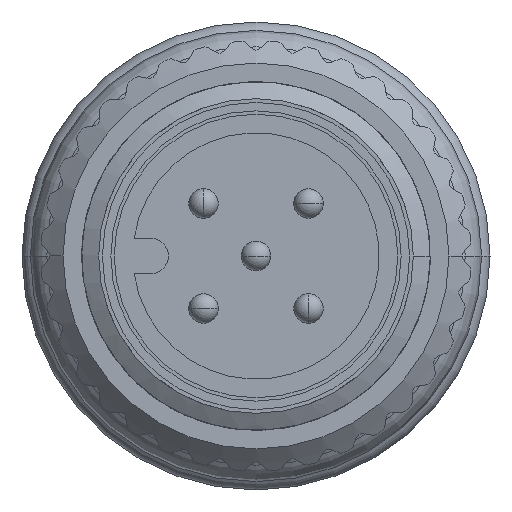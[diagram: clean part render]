
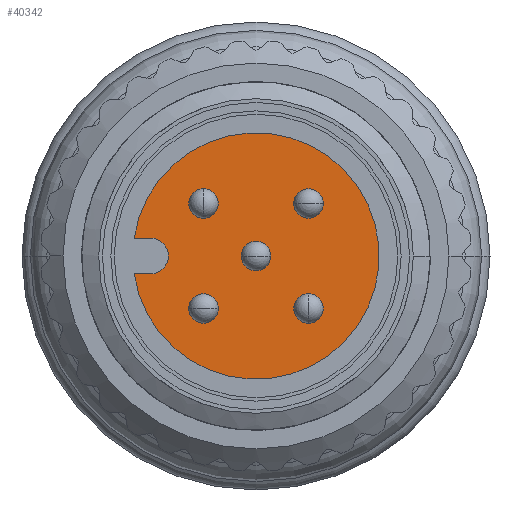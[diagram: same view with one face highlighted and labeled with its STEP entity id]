
A CAD part, left-side view. The second image highlights one B-rep face of the part: STEP entity #40342.
In plain terms, the highlighted planar face has unit normal (-1, 0, 0).
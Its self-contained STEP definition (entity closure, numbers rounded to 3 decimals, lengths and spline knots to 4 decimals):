
#19304=CARTESIAN_POINT('',(-144.65,0.,0.));
#19305=DIRECTION('',(-1.,0.,0.));
#19306=DIRECTION('',(0.,0.989,-0.145));
#19307=AXIS2_PLACEMENT_3D('',#19304,#19305,#19306);
#19322=DIRECTION('',(0.,-1.,0.));
#19323=VECTOR('',#19322,0.5564);
#19324=CARTESIAN_POINT('',(-144.65,4.1064,-0.6));
#19325=LINE('',#19324,#19323);
#19326=CARTESIAN_POINT('',(-144.65,3.55,0.));
#19327=DIRECTION('',(-1.,0.,0.));
#19328=DIRECTION('',(0.,0.,-1.));
#19329=AXIS2_PLACEMENT_3D('',#19326,#19327,#19328);
#19331=DIRECTION('',(0.,1.,0.));
#19332=VECTOR('',#19331,0.5564);
#19333=CARTESIAN_POINT('',(-144.65,3.55,0.6));
#19334=LINE('',#19333,#19332);
#19335=CARTESIAN_POINT('',(-144.65,1.7678,-1.7678));
#19336=DIRECTION('',(1.,0.,0.));
#19337=DIRECTION('',(0.,1.,0.));
#19338=AXIS2_PLACEMENT_3D('',#19335,#19336,#19337);
#19340=CARTESIAN_POINT('',(-144.65,1.7678,-1.7678));
#19341=DIRECTION('',(1.,0.,0.));
#19342=DIRECTION('',(0.,-1.,0.));
#19343=AXIS2_PLACEMENT_3D('',#19340,#19341,#19342);
#19345=CARTESIAN_POINT('',(-144.65,1.7678,1.7678));
#19346=DIRECTION('',(1.,0.,0.));
#19347=DIRECTION('',(0.,0.,1.));
#19348=AXIS2_PLACEMENT_3D('',#19345,#19346,#19347);
#19350=CARTESIAN_POINT('',(-144.65,1.7678,1.7678));
#19351=DIRECTION('',(1.,0.,0.));
#19352=DIRECTION('',(0.,0.,-1.));
#19353=AXIS2_PLACEMENT_3D('',#19350,#19351,#19352);
#19355=CARTESIAN_POINT('',(-144.65,-1.7678,1.7678));
#19356=DIRECTION('',(1.,0.,0.));
#19357=DIRECTION('',(0.,-1.,0.));
#19358=AXIS2_PLACEMENT_3D('',#19355,#19356,#19357);
#19360=CARTESIAN_POINT('',(-144.65,-1.7678,1.7678));
#19361=DIRECTION('',(1.,0.,0.));
#19362=DIRECTION('',(0.,1.,0.));
#19363=AXIS2_PLACEMENT_3D('',#19360,#19361,#19362);
#19365=CARTESIAN_POINT('',(-144.65,-1.7678,-1.7678));
#19366=DIRECTION('',(1.,0.,0.));
#19367=DIRECTION('',(0.,0.,-1.));
#19368=AXIS2_PLACEMENT_3D('',#19365,#19366,#19367);
#19370=CARTESIAN_POINT('',(-144.65,-1.7678,-1.7678));
#19371=DIRECTION('',(1.,0.,0.));
#19372=DIRECTION('',(0.,0.,1.));
#19373=AXIS2_PLACEMENT_3D('',#19370,#19371,#19372);
#19375=CARTESIAN_POINT('',(-144.65,0.,0.));
#19376=DIRECTION('',(1.,0.,0.));
#19377=DIRECTION('',(0.,1.,0.));
#19378=AXIS2_PLACEMENT_3D('',#19375,#19376,#19377);
#19380=CARTESIAN_POINT('',(-144.65,0.,0.));
#19381=DIRECTION('',(1.,0.,0.));
#19382=DIRECTION('',(0.,-1.,0.));
#19383=AXIS2_PLACEMENT_3D('',#19380,#19381,#19382);
#21306=CARTESIAN_POINT('',(-144.65,4.1064,-0.6));
#21307=CARTESIAN_POINT('',(-144.65,4.1064,0.6));
#21308=VERTEX_POINT('',#21306);
#21309=VERTEX_POINT('',#21307);
#21316=CARTESIAN_POINT('',(-144.65,3.55,-0.6));
#21317=VERTEX_POINT('',#21316);
#21318=CARTESIAN_POINT('',(-144.65,3.55,0.6));
#21319=VERTEX_POINT('',#21318);
#21328=CARTESIAN_POINT('',(-144.65,2.2678,-1.7678));
#21329=CARTESIAN_POINT('',(-144.65,1.2678,-1.7678));
#21330=VERTEX_POINT('',#21328);
#21331=VERTEX_POINT('',#21329);
#21338=CARTESIAN_POINT('',(-144.65,1.7678,2.2678));
#21339=CARTESIAN_POINT('',(-144.65,1.7678,1.2678));
#21340=VERTEX_POINT('',#21338);
#21341=VERTEX_POINT('',#21339);
#21348=CARTESIAN_POINT('',(-144.65,-2.2678,1.7678));
#21349=CARTESIAN_POINT('',(-144.65,-1.2678,1.7678));
#21350=VERTEX_POINT('',#21348);
#21351=VERTEX_POINT('',#21349);
#21358=CARTESIAN_POINT('',(-144.65,-1.7678,-2.2678));
#21359=CARTESIAN_POINT('',(-144.65,-1.7678,-1.2678));
#21360=VERTEX_POINT('',#21358);
#21361=VERTEX_POINT('',#21359);
#21368=CARTESIAN_POINT('',(-144.65,0.5,0.));
#21369=CARTESIAN_POINT('',(-144.65,-0.5,0.));
#21370=VERTEX_POINT('',#21368);
#21371=VERTEX_POINT('',#21369);
#40298=CARTESIAN_POINT('',(-144.65,0.,0.));
#40299=DIRECTION('',(1.,0.,0.));
#40300=DIRECTION('',(0.,1.,0.));
#40301=AXIS2_PLACEMENT_3D('',#40298,#40299,#40300);
#40302=PLANE('',#40301);
#40303=ORIENTED_EDGE('',*,*,#40288,.F.);
#40305=ORIENTED_EDGE('',*,*,#40304,.T.);
#40307=ORIENTED_EDGE('',*,*,#40306,.T.);
#40309=ORIENTED_EDGE('',*,*,#40308,.T.);
#40310=EDGE_LOOP('',(#40303,#40305,#40307,#40309));
#40311=FACE_OUTER_BOUND('',#40310,.F.);
#40313=ORIENTED_EDGE('',*,*,#40312,.F.);
#40315=ORIENTED_EDGE('',*,*,#40314,.F.);
#40316=EDGE_LOOP('',(#40313,#40315));
#40317=FACE_BOUND('',#40316,.F.);
#40319=ORIENTED_EDGE('',*,*,#40318,.F.);
#40321=ORIENTED_EDGE('',*,*,#40320,.F.);
#40322=EDGE_LOOP('',(#40319,#40321));
#40323=FACE_BOUND('',#40322,.F.);
#40325=ORIENTED_EDGE('',*,*,#40324,.F.);
#40327=ORIENTED_EDGE('',*,*,#40326,.F.);
#40328=EDGE_LOOP('',(#40325,#40327));
#40329=FACE_BOUND('',#40328,.F.);
#40331=ORIENTED_EDGE('',*,*,#40330,.F.);
#40333=ORIENTED_EDGE('',*,*,#40332,.F.);
#40334=EDGE_LOOP('',(#40331,#40333));
#40335=FACE_BOUND('',#40334,.F.);
#40337=ORIENTED_EDGE('',*,*,#40336,.F.);
#40339=ORIENTED_EDGE('',*,*,#40338,.F.);
#40340=EDGE_LOOP('',(#40337,#40339));
#40341=FACE_BOUND('',#40340,.F.);
#40342=ADVANCED_FACE('',(#40311,#40317,#40323,#40329,#40335,#40341),#40302,.F.);
#19308=CIRCLE('',#19307,4.15);
#19330=CIRCLE('',#19329,0.6);
#19339=CIRCLE('',#19338,0.5);
#19344=CIRCLE('',#19343,0.5);
#19349=CIRCLE('',#19348,0.5);
#19354=CIRCLE('',#19353,0.5);
#19359=CIRCLE('',#19358,0.5);
#19364=CIRCLE('',#19363,0.5);
#19369=CIRCLE('',#19368,0.5);
#19374=CIRCLE('',#19373,0.5);
#19379=CIRCLE('',#19378,0.5);
#19384=CIRCLE('',#19383,0.5);
#40288=EDGE_CURVE('',#21308,#21309,#19308,.T.);
#40304=EDGE_CURVE('',#21308,#21317,#19325,.T.);
#40306=EDGE_CURVE('',#21317,#21319,#19330,.T.);
#40308=EDGE_CURVE('',#21319,#21309,#19334,.T.);
#40312=EDGE_CURVE('',#21330,#21331,#19339,.T.);
#40314=EDGE_CURVE('',#21331,#21330,#19344,.T.);
#40318=EDGE_CURVE('',#21340,#21341,#19349,.T.);
#40320=EDGE_CURVE('',#21341,#21340,#19354,.T.);
#40324=EDGE_CURVE('',#21350,#21351,#19359,.T.);
#40326=EDGE_CURVE('',#21351,#21350,#19364,.T.);
#40330=EDGE_CURVE('',#21360,#21361,#19369,.T.);
#40332=EDGE_CURVE('',#21361,#21360,#19374,.T.);
#40336=EDGE_CURVE('',#21370,#21371,#19379,.T.);
#40338=EDGE_CURVE('',#21371,#21370,#19384,.T.);
